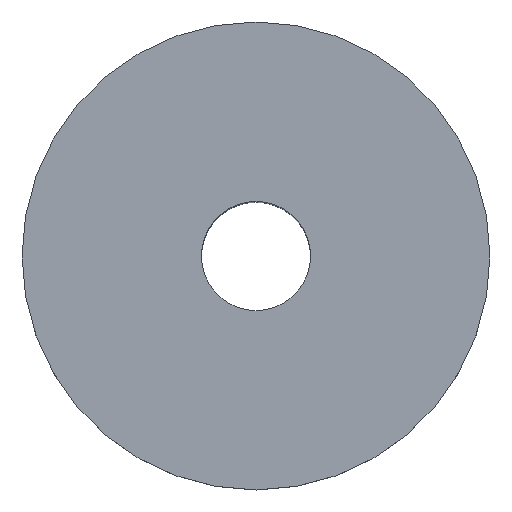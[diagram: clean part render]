
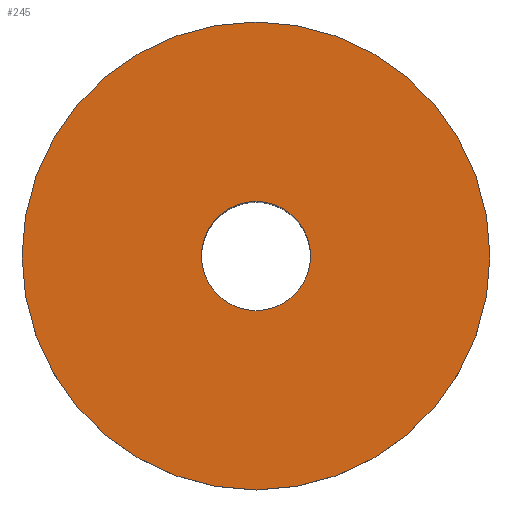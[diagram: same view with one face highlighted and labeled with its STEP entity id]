
A CAD part, top view. The second image highlights one B-rep face of the part: STEP entity #245.
In plain terms, the highlighted planar face has unit normal (0, 0, 1).
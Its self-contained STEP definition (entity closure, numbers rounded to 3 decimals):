
#22=FACE_BOUND('',#64,.T.);
#29=CIRCLE('',#278,2.1);
#31=CIRCLE('',#281,9.);
#45=FACE_OUTER_BOUND('',#63,.T.);
#63=EDGE_LOOP('',(#217));
#64=EDGE_LOOP('',(#218));
#128=VERTEX_POINT('',#409);
#130=VERTEX_POINT('',#415);
#157=EDGE_CURVE('',#128,#128,#29,.T.);
#160=EDGE_CURVE('',#130,#130,#31,.T.);
#217=ORIENTED_EDGE('',*,*,#160,.T.);
#218=ORIENTED_EDGE('',*,*,#157,.T.);
#230=PLANE('',#282);
#245=ADVANCED_FACE('',(#45,#22),#230,.T.);
#278=AXIS2_PLACEMENT_3D('',#411,#341,#342);
#281=AXIS2_PLACEMENT_3D('',#417,#348,#349);
#282=AXIS2_PLACEMENT_3D('',#418,#350,#351);
#341=DIRECTION('center_axis',(0.,0.,-1.));
#342=DIRECTION('ref_axis',(1.,0.,0.));
#348=DIRECTION('center_axis',(0.,0.,1.));
#349=DIRECTION('ref_axis',(1.,0.,0.));
#350=DIRECTION('center_axis',(0.,0.,1.));
#351=DIRECTION('ref_axis',(1.,0.,0.));
#409=CARTESIAN_POINT('',(-2.1,0.,0.));
#411=CARTESIAN_POINT('Origin',(0.,0.,0.));
#415=CARTESIAN_POINT('',(-9.,0.,0.));
#417=CARTESIAN_POINT('Origin',(0.,0.,0.));
#418=CARTESIAN_POINT('Origin',(0.,0.,0.));
